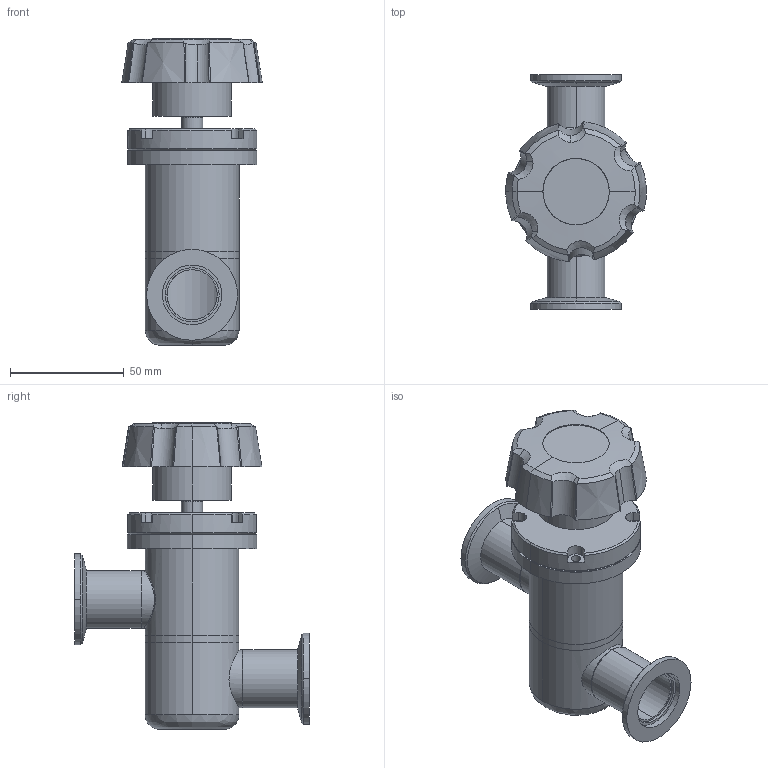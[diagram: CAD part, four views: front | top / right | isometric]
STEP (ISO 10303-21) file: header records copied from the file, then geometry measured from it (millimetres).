
FILE_DESCRIPTION (( 'STEP AP214' ), '1' );
FILE_NAME ('L-100-H-NW25_INLINE_VALVE_VITON_BONNET_MANUAL.STEP', '2020-04-03T07:41:15', ( 'admin' ), ( 'Microsoft' ), 'SwSTEP 2.0', 'SolidWorks 2016', '' );
FILE_SCHEMA (( 'AUTOMOTIVE_DESIGN' ));
Length unit declared in the file: inch
Products named in the file (1): L-100-H-NW25_INLINE_VALVE_VITON_BONNET_MANUAL
Bounding box: 61.87 x 103.12 x 134.94 mm (x, y, z)
Volume: 108072.1 mm3; surface area: 77398.7 mm2
Topology: 14 solids, 14 shells, 338 faces, 847 edges, 557 vertices
Faces by surface type: cylinder 137, plane 97, cone 83, bspline 20, sphere 1
Entity records: 12983 total; most frequent: CARTESIAN_POINT 4785, ORIENTED_EDGE 1694, DIRECTION 1622, EDGE_CURVE 847, AXIS2_PLACEMENT_3D 666, VERTEX_POINT 557, EDGE_LOOP 400, CIRCLE 347
